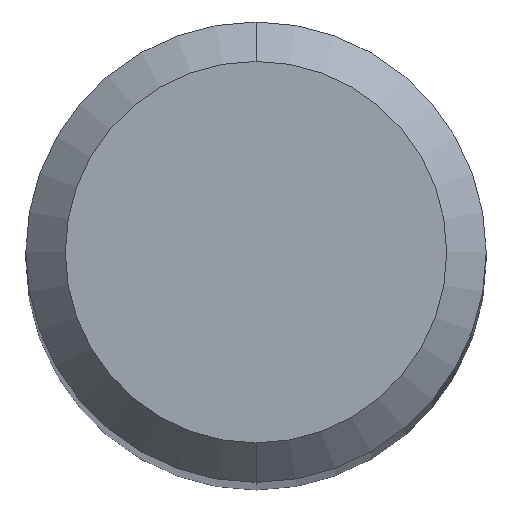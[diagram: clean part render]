
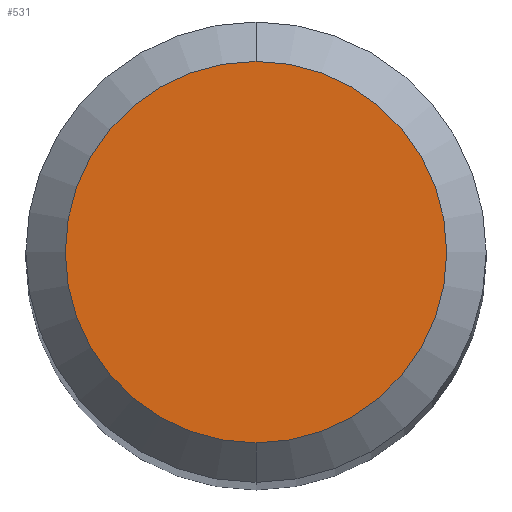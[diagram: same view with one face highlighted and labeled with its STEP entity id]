
A CAD part, top view. The second image highlights one B-rep face of the part: STEP entity #531.
In plain terms, the highlighted planar face has unit normal (0, 0, 1).
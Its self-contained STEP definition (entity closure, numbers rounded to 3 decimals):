
#327=EDGE_CURVE('',#449,#533,#727,.T.);
#449=VERTEX_POINT('',#859);
#503=EDGE_CURVE('',#533,#449,#921,.T.);
#531=ADVANCED_FACE('',(#953),#954,.T.);
#533=VERTEX_POINT('',#956);
#727=CIRCLE('',#1242,1.45);
#859=CARTESIAN_POINT('',(0.0,1.45,0.0));
#921=CIRCLE('',#1621,1.45);
#953=FACE_OUTER_BOUND('',#1658,.T.);
#954=PLANE('',#1659);
#956=CARTESIAN_POINT('',(0.,-1.45,0.0));
#1242=AXIS2_PLACEMENT_3D('',#1937,#1938,#1939);
#1621=AXIS2_PLACEMENT_3D('',#2161,#2162,#2163);
#1658=EDGE_LOOP('',(#2194,#2195));
#1659=AXIS2_PLACEMENT_3D('',#2196,#2197,#2198);
#1937=CARTESIAN_POINT('',(0.0,0.0,0.0));
#1938=DIRECTION('',(0.0,0.0,-1.0));
#1939=DIRECTION('',(0.0,1.0,0.0));
#2161=CARTESIAN_POINT('',(0.0,0.0,0.0));
#2162=DIRECTION('',(0.0,0.0,-1.0));
#2163=DIRECTION('',(0.0,1.0,0.0));
#2194=ORIENTED_EDGE('',*,*,#327,.F.);
#2195=ORIENTED_EDGE('',*,*,#503,.F.);
#2196=CARTESIAN_POINT('',(0.0,0.725,0.0));
#2197=DIRECTION('',(-0.0,0.0,1.0));
#2198=DIRECTION('',(0.0,-1.0,0.0));
